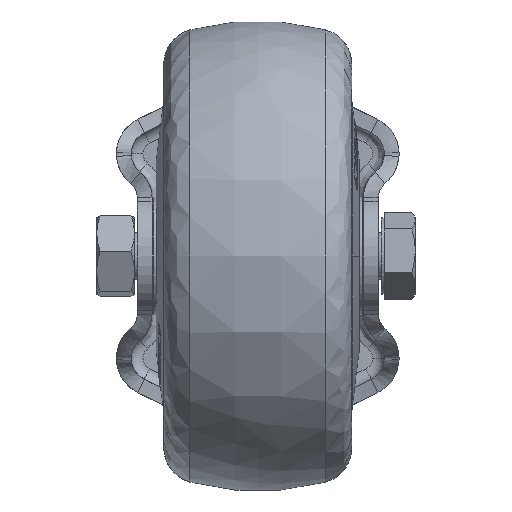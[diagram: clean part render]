
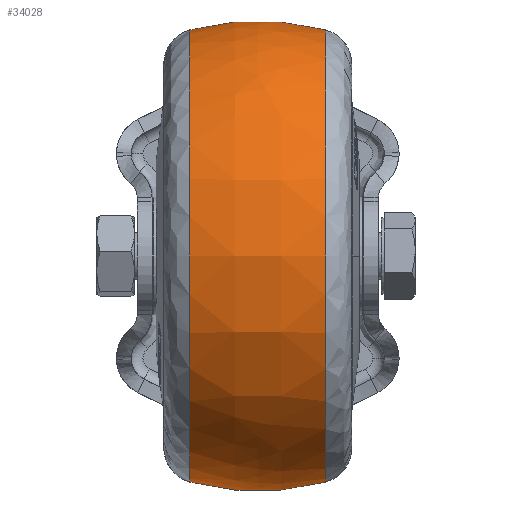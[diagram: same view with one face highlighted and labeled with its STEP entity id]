
A CAD part, front view. The second image highlights one B-rep face of the part: STEP entity #34028.
In plain terms, the highlighted free-form (B-spline) face has degree [3, 3] with [4, 4] control points.
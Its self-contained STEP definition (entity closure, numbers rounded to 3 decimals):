
#198 = CARTESIAN_POINT ( 'NONE',  ( 11.538, 0., -38.496 ) ) ;
#1994 = DIRECTION ( 'NONE',  ( -1., 0., 0. ) ) ;
#3546 = CARTESIAN_POINT ( 'NONE',  ( -11.538, -76.991, -38.496 ) ) ;
#3685 = CARTESIAN_POINT ( 'NONE',  ( 11.538, -76.991, 38.496 ) ) ;
#3889 = EDGE_CURVE ( 'NONE', #9148, #10275, #23625, .T. ) ;
#4538 = ORIENTED_EDGE ( 'NONE', *, *, #24045, .T. ) ;
#4856 = CIRCLE ( 'NONE', #36032, 45. ) ;
#5730 = DIRECTION ( 'NONE',  ( 0., -1., 0. ) ) ;
#7046 = CARTESIAN_POINT ( 'NONE',  ( -11.538, 0., 38.496 ) ) ;
#7819 = EDGE_LOOP ( 'NONE', ( #4538, #12524, #18086, #33624 ) ) ;
#7895 = DIRECTION ( 'NONE',  ( 0., 1., 0. ) ) ;
#8870 = CARTESIAN_POINT ( 'NONE',  ( 11.538, 0., 38.496 ) ) ;
#9015 = CARTESIAN_POINT ( 'NONE',  ( -11.538, 0., 38.496 ) ) ;
#9148 = VERTEX_POINT ( 'NONE', #13182 ) ;
#9704 = VERTEX_POINT ( 'NONE', #24452 ) ;
#10275 = VERTEX_POINT ( 'NONE', #8870 ) ;
#10585 = CARTESIAN_POINT ( 'NONE',  ( -3.934, -81.026, -40.513 ) ) ;
#11161 = DIRECTION ( 'NONE',  ( 1., 0., 0. ) ) ;
#12524 = ORIENTED_EDGE ( 'NONE', *, *, #39800, .T. ) ;
#13182 = CARTESIAN_POINT ( 'NONE',  ( 11.538, 0., -38.496 ) ) ;
#14083 = CARTESIAN_POINT ( 'NONE',  ( -3.934, 0., 40.513 ) ) ;
#17591 = CARTESIAN_POINT ( 'NONE',  ( 3.934, -81.026, -40.513 ) ) ;
#17713 = AXIS2_PLACEMENT_3D ( 'NONE', #26707, #5730, #30135 ) ;
#18086 = ORIENTED_EDGE ( 'NONE', *, *, #3889, .T. ) ;
#21155 = CARTESIAN_POINT ( 'NONE',  ( 3.934, 0., 40.513 ) ) ;
#22946 = CARTESIAN_POINT ( 'NONE',  ( 11.538, 0., 0. ) ) ;
#23625 = CIRCLE ( 'NONE', #24512, 38.496 ) ;
#24045 = EDGE_CURVE ( 'NONE', #44344, #9704, #41118, .T. ) ;
#24452 = CARTESIAN_POINT ( 'NONE',  ( -11.538, 0., -38.496 ) ) ;
#24512 = AXIS2_PLACEMENT_3D ( 'NONE', #22946, #1994, #26454 ) ;
#24665 = CARTESIAN_POINT ( 'NONE',  ( 11.538, -76.991, -38.496 ) ) ;
#25303 =( BOUNDED_SURFACE ( )  B_SPLINE_SURFACE ( 3, 3, ( 
 ( #27839, #3546, #27983, #7046 ),
 ( #31399, #10585, #34847, #14083 ),
 ( #38315, #17591, #41763, #21155 ),
 ( #198, #24665, #3685, #28123 ) ),
 .UNSPECIFIED., .F., .F., .T. ) 
 B_SPLINE_SURFACE_WITH_KNOTS ( ( 4, 4 ),
 ( 4, 4 ),
 ( 0., 1. ),
 ( 0., 1. ),
 .UNSPECIFIED. ) 
 GEOMETRIC_REPRESENTATION_ITEM ( )  RATIONAL_B_SPLINE_SURFACE ( (
 ( 1., 0.333, 0.333, 1.),
 ( 0.978, 0.326, 0.326, 0.978),
 ( 0.978, 0.326, 0.326, 0.978),
 ( 1., 0.333, 0.333, 1.) ) ) 
 REPRESENTATION_ITEM ( '' )  SURFACE ( )  );
#26454 = DIRECTION ( 'NONE',  ( 0., 0., 1. ) ) ;
#26707 = CARTESIAN_POINT ( 'NONE',  ( 0., 0., 5. ) ) ;
#27839 = CARTESIAN_POINT ( 'NONE',  ( -11.538, 0., -38.496 ) ) ;
#27983 = CARTESIAN_POINT ( 'NONE',  ( -11.538, -76.991, 38.496 ) ) ;
#28123 = CARTESIAN_POINT ( 'NONE',  ( 11.538, 0., 38.496 ) ) ;
#28799 = CARTESIAN_POINT ( 'NONE',  ( 0., 0., -5. ) ) ;
#30135 = DIRECTION ( 'NONE',  ( 0., 0., -1. ) ) ;
#31105 = CIRCLE ( 'NONE', #17713, 45. ) ;
#31399 = CARTESIAN_POINT ( 'NONE',  ( -3.934, 0., -40.513 ) ) ;
#31947 = CARTESIAN_POINT ( 'NONE',  ( -11.538, 0., 0. ) ) ;
#32221 = DIRECTION ( 'NONE',  ( 0., 0., 1. ) ) ;
#33624 = ORIENTED_EDGE ( 'NONE', *, *, #44592, .F. ) ;
#34028 = ADVANCED_FACE ( 'NONE', ( #36011 ), #25303, .T. ) ;
#34847 = CARTESIAN_POINT ( 'NONE',  ( -3.934, -81.026, 40.513 ) ) ;
#35411 = DIRECTION ( 'NONE',  ( 0., 0., 1. ) ) ;
#35643 = AXIS2_PLACEMENT_3D ( 'NONE', #31947, #11161, #35411 ) ;
#36011 = FACE_OUTER_BOUND ( 'NONE', #7819, .T. ) ;
#36032 = AXIS2_PLACEMENT_3D ( 'NONE', #28799, #7895, #32221 ) ;
#38315 = CARTESIAN_POINT ( 'NONE',  ( 3.934, 0., -40.513 ) ) ;
#39800 = EDGE_CURVE ( 'NONE', #9704, #9148, #31105, .T. ) ;
#41118 = CIRCLE ( 'NONE', #35643, 38.496 ) ;
#41763 = CARTESIAN_POINT ( 'NONE',  ( 3.934, -81.026, 40.513 ) ) ;
#44344 = VERTEX_POINT ( 'NONE', #9015 ) ;
#44592 = EDGE_CURVE ( 'NONE', #44344, #10275, #4856, .T. ) ;
